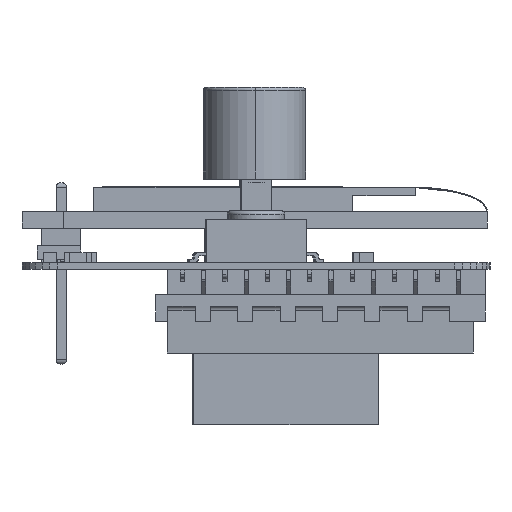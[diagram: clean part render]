
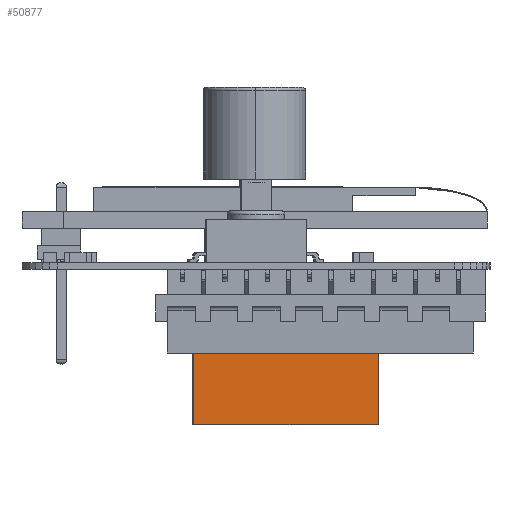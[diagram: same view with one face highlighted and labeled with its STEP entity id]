
A CAD part, left-side view. The second image highlights one B-rep face of the part: STEP entity #50877.
In plain terms, the highlighted planar face has unit normal (-1, 0, 0).
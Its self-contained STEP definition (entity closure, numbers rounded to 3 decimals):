
#50852 = VERTEX_POINT('',#50853);
#50853 = CARTESIAN_POINT('',(-8.47,5.495,9.3));
#50859 = EDGE_CURVE('',#50860,#50852,#50862,.T.);
#50860 = VERTEX_POINT('',#50861);
#50861 = CARTESIAN_POINT('',(-8.47,5.495,0.));
#50862 = LINE('',#50863,#50864);
#50863 = CARTESIAN_POINT('',(-8.47,5.495,0.));
#50864 = VECTOR('',#50865,1.);
#50865 = DIRECTION('',(0.,0.,1.));
#50877 = ADVANCED_FACE('',(#50878),#50903,.F.);
#50878 = FACE_BOUND('',#50879,.F.);
#50879 = EDGE_LOOP('',(#50880,#50881,#50889,#50897));
#50880 = ORIENTED_EDGE('',*,*,#50859,.T.);
#50881 = ORIENTED_EDGE('',*,*,#50882,.T.);
#50882 = EDGE_CURVE('',#50852,#50883,#50885,.T.);
#50883 = VERTEX_POINT('',#50884);
#50884 = CARTESIAN_POINT('',(-8.47,-5.545,9.3));
#50885 = LINE('',#50886,#50887);
#50886 = CARTESIAN_POINT('',(-8.47,5.495,9.3));
#50887 = VECTOR('',#50888,1.);
#50888 = DIRECTION('',(0.,-1.,0.));
#50889 = ORIENTED_EDGE('',*,*,#50890,.F.);
#50890 = EDGE_CURVE('',#50891,#50883,#50893,.T.);
#50891 = VERTEX_POINT('',#50892);
#50892 = CARTESIAN_POINT('',(-8.47,-5.545,0.));
#50893 = LINE('',#50894,#50895);
#50894 = CARTESIAN_POINT('',(-8.47,-5.545,0.));
#50895 = VECTOR('',#50896,1.);
#50896 = DIRECTION('',(0.,0.,1.));
#50897 = ORIENTED_EDGE('',*,*,#50898,.F.);
#50898 = EDGE_CURVE('',#50860,#50891,#50899,.T.);
#50899 = LINE('',#50900,#50901);
#50900 = CARTESIAN_POINT('',(-8.47,5.495,0.));
#50901 = VECTOR('',#50902,1.);
#50902 = DIRECTION('',(0.,-1.,0.));
#50903 = PLANE('',#50904);
#50904 = AXIS2_PLACEMENT_3D('',#50905,#50906,#50907);
#50905 = CARTESIAN_POINT('',(-8.47,5.495,0.));
#50906 = DIRECTION('',(1.,0.,0.));
#50907 = DIRECTION('',(0.,-1.,0.));
